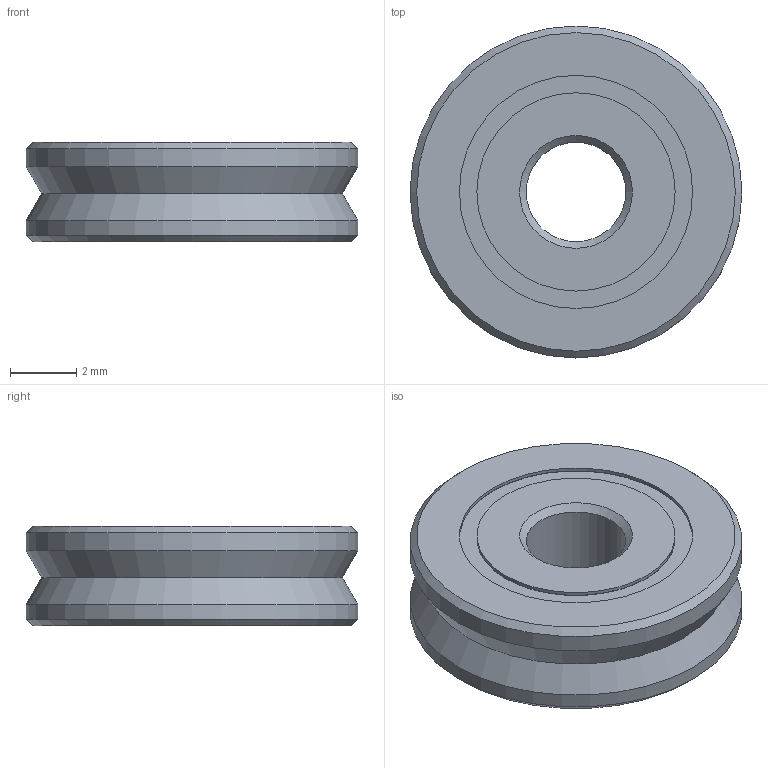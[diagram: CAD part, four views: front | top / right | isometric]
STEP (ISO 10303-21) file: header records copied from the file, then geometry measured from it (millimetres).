
FILE_DESCRIPTION(/* description */ (''),/* implementation_level */ '2;1');
FILE_NAME(/* name */ 'V623-V-GrooveBearing.step',/* time_stamp */ '2021-03-04T16:44:56-05:00',/* author */ (''),/* organization */ (''),/* preprocessor_version */ 'ST-DEVELOPER v18.1',/* originating_system */ 'Autodesk Translation Framework v9.10.0.1330',/* authorisation */ '');
FILE_SCHEMA (('AUTOMOTIVE_DESIGN { 1 0 10303 214 3 1 1 }'));
Length unit declared in the file: millimetre
Products named in the file (1): V623-V-GrooveBearing
Bounding box: 10 x 10 x 3 mm (x, y, z)
Volume: 153.5 mm3; surface area: 506.1 mm2
Topology: 4 solids, 4 shells, 27 faces, 48 edges, 29 vertices
Faces by surface type: cylinder 11, plane 8, cone 6, torus 2
Full cylindrical faces by diameter (mm): 3 x1, 5.973 x4, 7.027 x4, 10 x2
Entity records: 707 total; most frequent: DIRECTION 135, CARTESIAN_POINT 105, ORIENTED_EDGE 96, AXIS2_PLACEMENT_3D 59, EDGE_CURVE 48, EDGE_LOOP 35, CIRCLE 31, VERTEX_POINT 29
